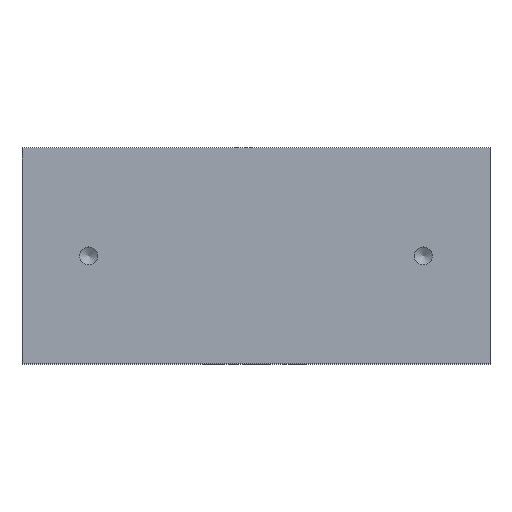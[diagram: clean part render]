
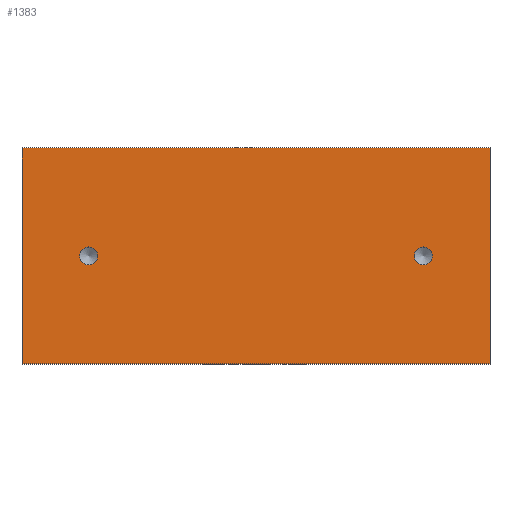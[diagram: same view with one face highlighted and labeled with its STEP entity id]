
A CAD part, top view. The second image highlights one B-rep face of the part: STEP entity #1383.
In plain terms, the highlighted planar face has unit normal (0, 0, 1).
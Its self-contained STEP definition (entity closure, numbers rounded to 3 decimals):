
#42=CIRCLE('',#1452,2.5);
#43=CIRCLE('',#1453,2.5);
#130=ORIENTED_EDGE('',*,*,#388,.T.);
#131=ORIENTED_EDGE('',*,*,#389,.T.);
#132=ORIENTED_EDGE('',*,*,#381,.T.);
#133=ORIENTED_EDGE('',*,*,#344,.T.);
#134=ORIENTED_EDGE('',*,*,#385,.T.);
#135=ORIENTED_EDGE('',*,*,#387,.T.);
#344=EDGE_CURVE('',#476,#475,#571,.T.);
#381=EDGE_CURVE('',#512,#476,#595,.T.);
#385=EDGE_CURVE('',#475,#514,#599,.T.);
#387=EDGE_CURVE('',#514,#512,#601,.T.);
#388=EDGE_CURVE('',#515,#515,#42,.T.);
#389=EDGE_CURVE('',#516,#516,#43,.T.);
#475=VERTEX_POINT('',#1739);
#476=VERTEX_POINT('',#1741);
#512=VERTEX_POINT('',#1943);
#514=VERTEX_POINT('',#1949);
#515=VERTEX_POINT('',#1956);
#516=VERTEX_POINT('',#1958);
#571=LINE('',#1740,#672);
#595=LINE('',#1942,#696);
#599=LINE('',#1950,#700);
#601=LINE('',#1953,#702);
#672=VECTOR('',#1512,1000.);
#696=VECTOR('',#1550,1000.);
#700=VECTOR('',#1556,1000.);
#702=VECTOR('',#1560,1000.);
#778=EDGE_LOOP('',(#130));
#779=EDGE_LOOP('',(#131));
#780=EDGE_LOOP('',(#132,#133,#134,#135));
#855=FACE_BOUND('',#778,.T.);
#856=FACE_BOUND('',#779,.T.);
#857=FACE_BOUND('',#780,.T.);
#927=PLANE('',#1451);
#1383=ADVANCED_FACE('',(#855,#856,#857),#927,.T.);
#1451=AXIS2_PLACEMENT_3D('',#1954,#1561,#1562);
#1452=AXIS2_PLACEMENT_3D('',#1955,#1563,#1564);
#1453=AXIS2_PLACEMENT_3D('',#1957,#1565,#1566);
#1512=DIRECTION('',(1.,0.,0.));
#1550=DIRECTION('',(0.,-1.,0.));
#1556=DIRECTION('',(0.,1.,0.));
#1560=DIRECTION('',(-1.,0.,0.));
#1561=DIRECTION('',(0.,0.,1.));
#1562=DIRECTION('',(1.,0.,0.));
#1563=DIRECTION('',(0.,0.,-1.));
#1564=DIRECTION('',(0.,-1.,0.));
#1565=DIRECTION('',(0.,0.,-1.));
#1566=DIRECTION('',(0.,-1.,0.));
#1739=CARTESIAN_POINT('',(65.,-30.,15.));
#1740=CARTESIAN_POINT('',(-65.,-30.,15.));
#1741=CARTESIAN_POINT('',(-65.,-30.,15.));
#1942=CARTESIAN_POINT('',(-65.,30.,15.));
#1943=CARTESIAN_POINT('',(-65.,30.,15.));
#1949=CARTESIAN_POINT('',(65.,30.,15.));
#1950=CARTESIAN_POINT('',(65.,-30.,15.));
#1953=CARTESIAN_POINT('',(65.,30.,15.));
#1954=CARTESIAN_POINT('',(-65.,-30.,15.));
#1955=CARTESIAN_POINT('',(-46.5,0.,15.));
#1956=CARTESIAN_POINT('',(-46.5,-2.5,15.));
#1957=CARTESIAN_POINT('',(46.5,0.,15.));
#1958=CARTESIAN_POINT('',(46.5,-2.5,15.));
